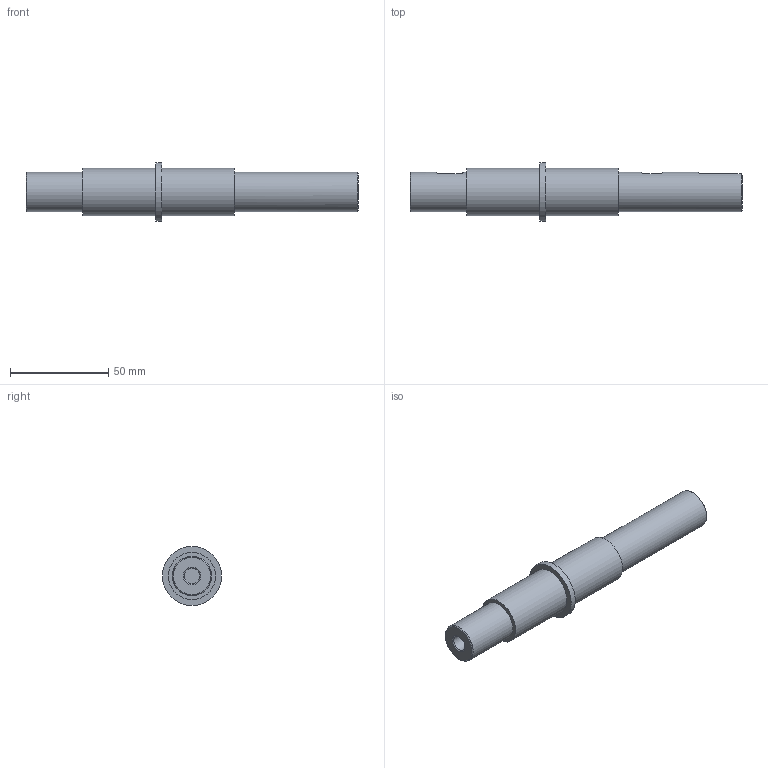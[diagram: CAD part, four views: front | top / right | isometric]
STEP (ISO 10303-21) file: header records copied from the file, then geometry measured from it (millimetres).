
FILE_DESCRIPTION (( 'STEP AP203' ), '1' );
FILE_NAME ('Gearbox Shaft.STEP', '2025-05-19T18:09:23', ( '' ), ( '' ), 'SwSTEP 2.0', 'SolidWorks 2024', '' );
FILE_SCHEMA (( 'CONFIG_CONTROL_DESIGN' ));
Length unit declared in the file: millimetre
Products named in the file (1): Gearbox Shaft
Bounding box: 169 x 30 x 30 mm (x, y, z)
Volume: 57205.6 mm3; surface area: 16400.3 mm2
Topology: 1 solids, 1 shells, 43 faces, 104 edges, 69 vertices
Faces by surface type: plane 21, cylinder 17, cone 5
Full cylindrical faces by diameter (mm): 6.8 x1, 8 x1, 20 x2, 24 x2, 30 x1
Entity records: 1339 total; most frequent: CARTESIAN_POINT 337, DIRECTION 194, ORIENTED_EDGE 170, EDGE_CURVE 85, AXIS2_PLACEMENT_3D 77, VERTEX_POINT 62, EDGE_LOOP 61, FACE_OUTER_BOUND 50
